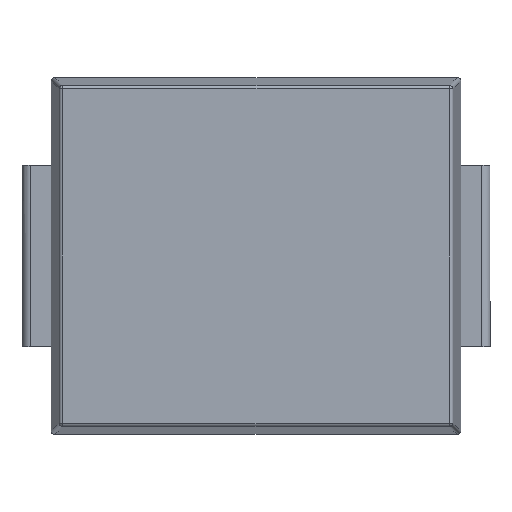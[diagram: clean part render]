
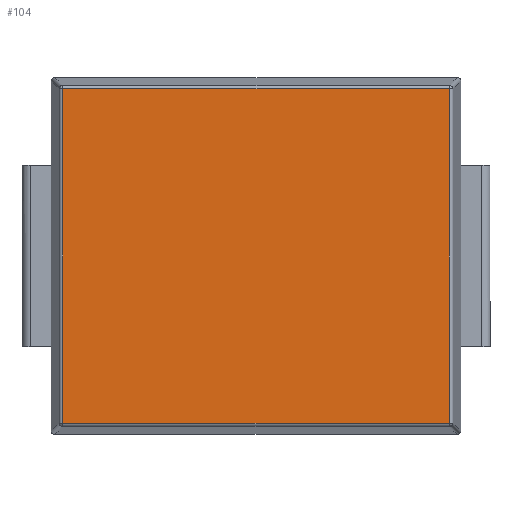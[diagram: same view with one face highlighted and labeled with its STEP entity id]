
A CAD part, front view. The second image highlights one B-rep face of the part: STEP entity #104.
In plain terms, the highlighted face is planar.
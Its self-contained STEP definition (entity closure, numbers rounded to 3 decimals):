
#104=ADVANCED_FACE('',(#188),#1256,.T.);
#188=FACE_OUTER_BOUND('',#272,.T.);
#272=EDGE_LOOP('',(#512,#513,#514,#515));
#512=ORIENTED_EDGE('',*,*,#816,.T.);
#513=ORIENTED_EDGE('',*,*,#817,.T.);
#514=ORIENTED_EDGE('',*,*,#818,.T.);
#515=ORIENTED_EDGE('',*,*,#819,.T.);
#816=EDGE_CURVE('',#1192,#1193,#990,.T.);
#817=EDGE_CURVE('',#1193,#1194,#991,.T.);
#818=EDGE_CURVE('',#1194,#1195,#992,.T.);
#819=EDGE_CURVE('',#1195,#1192,#993,.T.);
#990=B_SPLINE_CURVE_WITH_KNOTS('',1,(#2489,#2490),.UNSPECIFIED.,.F.,.F.,
(2,2),(0.,5.711),.UNSPECIFIED.);
#991=B_SPLINE_CURVE_WITH_KNOTS('',1,(#2491,#2492),.UNSPECIFIED.,.F.,.F.,
(2,2),(0.,6.611),.UNSPECIFIED.);
#992=B_SPLINE_CURVE_WITH_KNOTS('',1,(#2493,#2494),.UNSPECIFIED.,.F.,.F.,
(2,2),(0.,5.711),.UNSPECIFIED.);
#993=B_SPLINE_CURVE_WITH_KNOTS('',1,(#2495,#2496),.UNSPECIFIED.,.F.,.F.,
(2,2),(0.,6.611),.UNSPECIFIED.);
#1192=VERTEX_POINT('',#2417);
#1193=VERTEX_POINT('',#2418);
#1194=VERTEX_POINT('',#2419);
#1195=VERTEX_POINT('',#2420);
#1256=PLANE('',#1404);
#1404=AXIS2_PLACEMENT_3D('',#1817,#1488,$);
#1488=DIRECTION('',(0.,1.,0.));
#1817=CARTESIAN_POINT('',(-3.967,1.15,-3.427));
#2417=CARTESIAN_POINT('',(3.306,1.15,2.856));
#2418=CARTESIAN_POINT('',(3.306,1.15,-2.856));
#2419=CARTESIAN_POINT('',(-3.306,1.15,-2.856));
#2420=CARTESIAN_POINT('',(-3.306,1.15,2.856));
#2489=CARTESIAN_POINT('',(3.306,1.15,2.856));
#2490=CARTESIAN_POINT('',(3.306,1.15,-2.856));
#2491=CARTESIAN_POINT('',(3.306,1.15,-2.856));
#2492=CARTESIAN_POINT('',(-3.306,1.15,-2.856));
#2493=CARTESIAN_POINT('',(-3.306,1.15,-2.856));
#2494=CARTESIAN_POINT('',(-3.306,1.15,2.856));
#2495=CARTESIAN_POINT('',(-3.306,1.15,2.856));
#2496=CARTESIAN_POINT('',(3.306,1.15,2.856));
